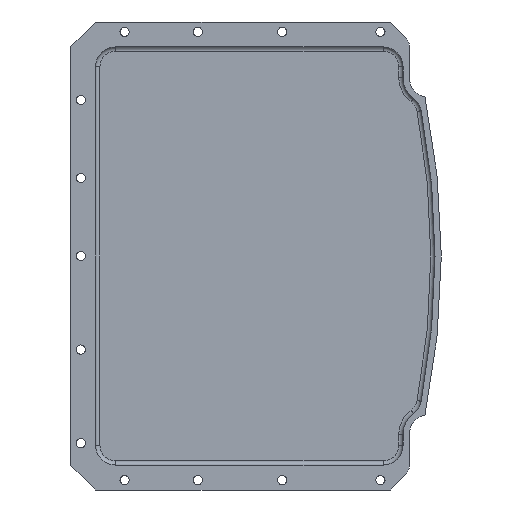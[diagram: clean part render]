
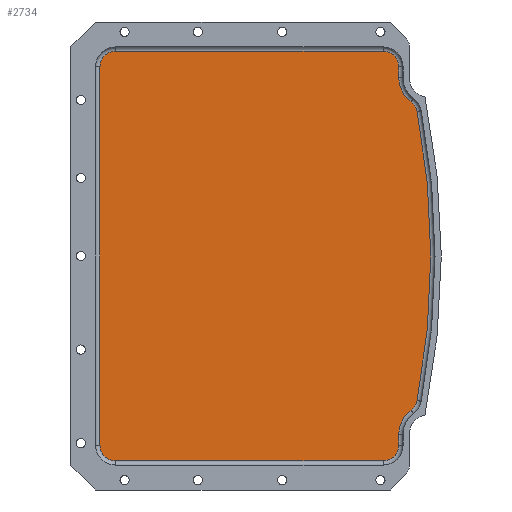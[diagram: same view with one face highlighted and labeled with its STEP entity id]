
A CAD part, front view. The second image highlights one B-rep face of the part: STEP entity #2734.
In plain terms, the highlighted planar face has unit normal (0, -1, 0).
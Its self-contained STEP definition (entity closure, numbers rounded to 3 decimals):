
#899=CARTESIAN_POINT('',(48.808,21.2,-45.377));
#900=DIRECTION('',(0.,1.,0.));
#901=DIRECTION('',(0.982,0.,-0.188));
#902=AXIS2_PLACEMENT_3D('',#899,#900,#901);
#904=CARTESIAN_POINT('',(57.65,21.2,-57.245));
#905=DIRECTION('',(0.,-1.,0.));
#906=DIRECTION('',(-0.597,0.,0.802));
#907=AXIS2_PLACEMENT_3D('',#904,#905,#906);
#909=DIRECTION('',(0.,0.,-1.));
#910=VECTOR('',#909,3.405);
#911=CARTESIAN_POINT('',(47.9,21.2,-57.245));
#912=LINE('',#911,#910);
#913=CARTESIAN_POINT('',(42.9,21.2,-60.65));
#914=DIRECTION('',(0.,1.,0.));
#915=DIRECTION('',(1.,0.,0.));
#916=AXIS2_PLACEMENT_3D('',#913,#914,#915);
#918=DIRECTION('',(-1.,0.,0.));
#919=VECTOR('',#918,85.8);
#920=CARTESIAN_POINT('',(42.9,21.2,-65.65));
#921=LINE('',#920,#919);
#922=CARTESIAN_POINT('',(-42.9,21.2,-60.65));
#923=DIRECTION('',(0.,1.,0.));
#924=DIRECTION('',(0.,0.,-1.));
#925=AXIS2_PLACEMENT_3D('',#922,#923,#924);
#927=DIRECTION('',(0.,0.,1.));
#928=VECTOR('',#927,121.3);
#929=CARTESIAN_POINT('',(-47.9,21.2,-60.65));
#930=LINE('',#929,#928);
#931=CARTESIAN_POINT('',(-42.9,21.2,60.65));
#932=DIRECTION('',(0.,1.,0.));
#933=DIRECTION('',(-1.,0.,0.));
#934=AXIS2_PLACEMENT_3D('',#931,#932,#933);
#936=DIRECTION('',(1.,0.,0.));
#937=VECTOR('',#936,85.8);
#938=CARTESIAN_POINT('',(-42.9,21.2,65.65));
#939=LINE('',#938,#937);
#940=CARTESIAN_POINT('',(42.9,21.2,60.65));
#941=DIRECTION('',(0.,1.,0.));
#942=DIRECTION('',(0.,0.,1.));
#943=AXIS2_PLACEMENT_3D('',#940,#941,#942);
#945=DIRECTION('',(0.,0.,-1.));
#946=VECTOR('',#945,3.405);
#947=CARTESIAN_POINT('',(47.9,21.2,60.65));
#948=LINE('',#947,#946);
#949=CARTESIAN_POINT('',(57.65,21.2,57.245));
#950=DIRECTION('',(0.,-1.,0.));
#951=DIRECTION('',(-1.,0.,0.));
#952=AXIS2_PLACEMENT_3D('',#949,#950,#951);
#954=CARTESIAN_POINT('',(48.808,21.2,45.377));
#955=DIRECTION('',(0.,1.,0.));
#956=DIRECTION('',(0.597,0.,0.802));
#957=AXIS2_PLACEMENT_3D('',#954,#955,#956);
#959=CARTESIAN_POINT('',(-188.493,21.2,0.));
#960=DIRECTION('',(0.,1.,0.));
#961=DIRECTION('',(0.982,0.,0.188));
#962=AXIS2_PLACEMENT_3D('',#959,#960,#961);
#1431=CARTESIAN_POINT('',(53.768,21.2,-46.325));
#1432=CARTESIAN_POINT('',(51.825,21.2,-49.426));
#1433=VERTEX_POINT('',#1431);
#1434=VERTEX_POINT('',#1432);
#1439=CARTESIAN_POINT('',(47.9,21.2,-57.245));
#1440=VERTEX_POINT('',#1439);
#1443=CARTESIAN_POINT('',(47.9,21.2,-60.65));
#1444=VERTEX_POINT('',#1443);
#1447=CARTESIAN_POINT('',(42.9,21.2,-65.65));
#1448=VERTEX_POINT('',#1447);
#1451=CARTESIAN_POINT('',(-42.9,21.2,-65.65));
#1452=VERTEX_POINT('',#1451);
#1455=CARTESIAN_POINT('',(-47.9,21.2,-60.65));
#1456=VERTEX_POINT('',#1455);
#1459=CARTESIAN_POINT('',(-47.9,21.2,60.65));
#1460=VERTEX_POINT('',#1459);
#1463=CARTESIAN_POINT('',(-42.9,21.2,65.65));
#1464=VERTEX_POINT('',#1463);
#1467=CARTESIAN_POINT('',(42.9,21.2,65.65));
#1468=VERTEX_POINT('',#1467);
#1471=CARTESIAN_POINT('',(47.9,21.2,60.65));
#1472=VERTEX_POINT('',#1471);
#1475=CARTESIAN_POINT('',(47.9,21.2,57.245));
#1476=VERTEX_POINT('',#1475);
#1479=CARTESIAN_POINT('',(51.825,21.2,49.426));
#1480=VERTEX_POINT('',#1479);
#1483=CARTESIAN_POINT('',(53.768,21.2,46.325));
#1484=VERTEX_POINT('',#1483);
#2700=CARTESIAN_POINT('',(0.,21.2,0.));
#2701=DIRECTION('',(0.,1.,0.));
#2702=DIRECTION('',(1.,0.,0.));
#2703=AXIS2_PLACEMENT_3D('',#2700,#2701,#2702);
#2704=PLANE('',#2703);
#2706=ORIENTED_EDGE('',*,*,#2705,.T.);
#2707=ORIENTED_EDGE('',*,*,#2690,.T.);
#2709=ORIENTED_EDGE('',*,*,#2708,.T.);
#2711=ORIENTED_EDGE('',*,*,#2710,.T.);
#2713=ORIENTED_EDGE('',*,*,#2712,.T.);
#2715=ORIENTED_EDGE('',*,*,#2714,.T.);
#2717=ORIENTED_EDGE('',*,*,#2716,.T.);
#2719=ORIENTED_EDGE('',*,*,#2718,.T.);
#2721=ORIENTED_EDGE('',*,*,#2720,.T.);
#2723=ORIENTED_EDGE('',*,*,#2722,.T.);
#2725=ORIENTED_EDGE('',*,*,#2724,.T.);
#2727=ORIENTED_EDGE('',*,*,#2726,.T.);
#2729=ORIENTED_EDGE('',*,*,#2728,.T.);
#2731=ORIENTED_EDGE('',*,*,#2730,.T.);
#2732=EDGE_LOOP('',(#2706,#2707,#2709,#2711,#2713,#2715,#2717,#2719,#2721,#2723,
#2725,#2727,#2729,#2731));
#2733=FACE_OUTER_BOUND('',#2732,.F.);
#2734=ADVANCED_FACE('',(#2733),#2704,.F.);
#903=CIRCLE('',#902,5.05);
#908=CIRCLE('',#907,9.75);
#917=CIRCLE('',#916,5.);
#926=CIRCLE('',#925,5.);
#935=CIRCLE('',#934,5.);
#944=CIRCLE('',#943,5.);
#953=CIRCLE('',#952,9.75);
#958=CIRCLE('',#957,5.05);
#963=CIRCLE('',#962,246.65);
#2690=EDGE_CURVE('',#1434,#1440,#908,.T.);
#2705=EDGE_CURVE('',#1433,#1434,#903,.T.);
#2708=EDGE_CURVE('',#1440,#1444,#912,.T.);
#2710=EDGE_CURVE('',#1444,#1448,#917,.T.);
#2712=EDGE_CURVE('',#1448,#1452,#921,.T.);
#2714=EDGE_CURVE('',#1452,#1456,#926,.T.);
#2716=EDGE_CURVE('',#1456,#1460,#930,.T.);
#2718=EDGE_CURVE('',#1460,#1464,#935,.T.);
#2720=EDGE_CURVE('',#1464,#1468,#939,.T.);
#2722=EDGE_CURVE('',#1468,#1472,#944,.T.);
#2724=EDGE_CURVE('',#1472,#1476,#948,.T.);
#2726=EDGE_CURVE('',#1476,#1480,#953,.T.);
#2728=EDGE_CURVE('',#1480,#1484,#958,.T.);
#2730=EDGE_CURVE('',#1484,#1433,#963,.T.);
